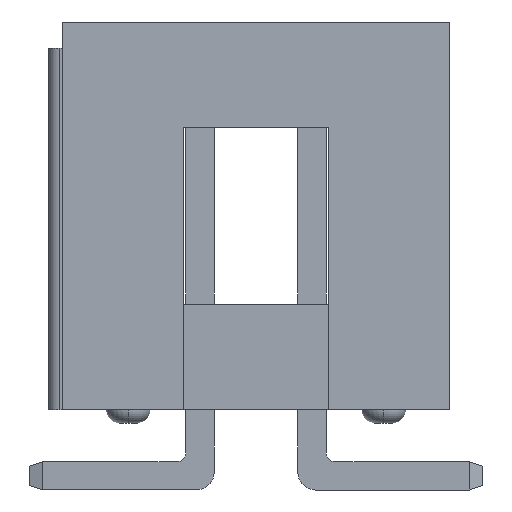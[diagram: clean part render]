
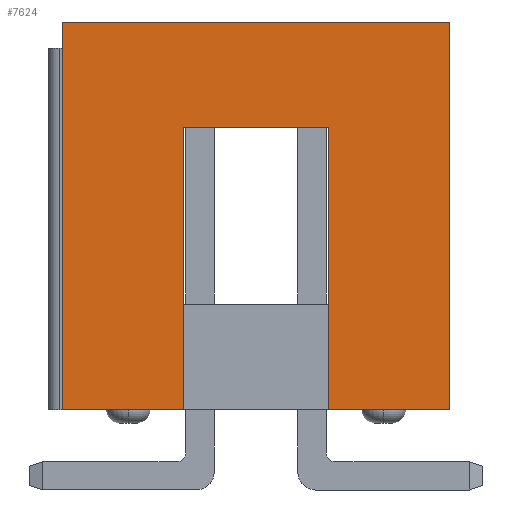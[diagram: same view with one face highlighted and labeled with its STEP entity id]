
A CAD part, left-side view. The second image highlights one B-rep face of the part: STEP entity #7624.
In plain terms, the highlighted planar face has unit normal (-1, 0, 0).
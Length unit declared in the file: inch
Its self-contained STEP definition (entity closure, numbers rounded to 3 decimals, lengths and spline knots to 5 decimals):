
#1208 = LINE ( 'NONE', #10108, #5220 ) ;
#1670 = DIRECTION ( 'NONE',  ( 0., -1., 0. ) ) ;
#1679 = CARTESIAN_POINT ( 'NONE',  ( 14.00199, 3.8477, -0.97047 ) ) ;
#2092 = VECTOR ( 'NONE', #5901, 39.37008 ) ;
#2096 = CARTESIAN_POINT ( 'NONE',  ( 14.00199, 4.08629, -0.62402 ) ) ;
#2212 = EDGE_CURVE ( 'NONE', #4624, #10417, #11462, .T. ) ;
#2520 = LINE ( 'NONE', #20988, #7032 ) ;
#3738 = VECTOR ( 'NONE', #10065, 39.37008 ) ;
#4542 = VECTOR ( 'NONE', #12708, 39.37008 ) ;
#4624 = VERTEX_POINT ( 'NONE', #5459 ) ;
#4758 = EDGE_LOOP ( 'NONE', ( #15447, #7846, #12211, #11374, #14805, #21090, #14070, #14844 ) ) ;
#5220 = VECTOR ( 'NONE', #1670, 39.37008 ) ;
#5328 = DIRECTION ( 'NONE',  ( 0., 1., 0. ) ) ;
#5459 = CARTESIAN_POINT ( 'NONE',  ( 14.00199, 3.97763, -0.97047 ) ) ;
#5743 = DIRECTION ( 'NONE',  ( 0., 0., -1. ) ) ;
#5901 = DIRECTION ( 'NONE',  ( 0., 0., 1. ) ) ;
#6042 = CARTESIAN_POINT ( 'NONE',  ( 14.00199, 3.91306, -0.97047 ) ) ;
#6578 = CARTESIAN_POINT ( 'NONE',  ( 14.00199, 3.97763, -0.7185 ) ) ;
#6624 = CARTESIAN_POINT ( 'NONE',  ( 14.00199, 3.8477, -0.7185 ) ) ;
#6763 = EDGE_CURVE ( 'NONE', #6834, #8754, #7135, .T. ) ;
#6834 = VERTEX_POINT ( 'NONE', #9379 ) ;
#6869 = CARTESIAN_POINT ( 'NONE',  ( 14.00199, 3.73983, -0.97047 ) ) ;
#7032 = VECTOR ( 'NONE', #5743, 39.37008 ) ;
#7135 = LINE ( 'NONE', #14316, #2092 ) ;
#7609 = VERTEX_POINT ( 'NONE', #1679 ) ;
#7624 = ADVANCED_FACE ( 'NONE', ( #9402 ), #11841, .T. ) ;
#7759 = CARTESIAN_POINT ( 'NONE',  ( 14.00199, 3.73944, -0.62402 ) ) ;
#7846 = ORIENTED_EDGE ( 'NONE', *, *, #19339, .F. ) ;
#8579 = DIRECTION ( 'NONE',  ( 0., -1., 0. ) ) ;
#8754 = VERTEX_POINT ( 'NONE', #7759 ) ;
#9289 = VERTEX_POINT ( 'NONE', #11094 ) ;
#9379 = CARTESIAN_POINT ( 'NONE',  ( 14.00199, 3.73944, -0.97047 ) ) ;
#9402 = FACE_OUTER_BOUND ( 'NONE', #4758, .T. ) ;
#9783 = LINE ( 'NONE', #20426, #13756 ) ;
#10065 = DIRECTION ( 'NONE',  ( 0., 0., 1. ) ) ;
#10108 = CARTESIAN_POINT ( 'NONE',  ( 14.00199, 3.73983, -0.7185 ) ) ;
#10417 = VERTEX_POINT ( 'NONE', #6578 ) ;
#10814 = DIRECTION ( 'NONE',  ( 0., 0., 1. ) ) ;
#10943 = EDGE_CURVE ( 'NONE', #10417, #16007, #1208, .T. ) ;
#11094 = CARTESIAN_POINT ( 'NONE',  ( 14.00199, 4.08589, -0.62402 ) ) ;
#11334 = AXIS2_PLACEMENT_3D ( 'NONE', #6869, #18722, #8579 ) ;
#11374 = ORIENTED_EDGE ( 'NONE', *, *, #18093, .T. ) ;
#11462 = LINE ( 'NONE', #20965, #20481 ) ;
#11841 = PLANE ( 'NONE',  #11334 ) ;
#12211 = ORIENTED_EDGE ( 'NONE', *, *, #6763, .T. ) ;
#12330 = EDGE_CURVE ( 'NONE', #4624, #18415, #18048, .T. ) ;
#12708 = DIRECTION ( 'NONE',  ( 0., 1., 0. ) ) ;
#13033 = CARTESIAN_POINT ( 'NONE',  ( 14.00199, 4.08589, -0.97047 ) ) ;
#13756 = VECTOR ( 'NONE', #5328, 39.37008 ) ;
#13920 = DIRECTION ( 'NONE',  ( 0., 1., 0. ) ) ;
#14070 = ORIENTED_EDGE ( 'NONE', *, *, #2212, .T. ) ;
#14316 = CARTESIAN_POINT ( 'NONE',  ( 14.00199, 3.73944, -0.97047 ) ) ;
#14805 = ORIENTED_EDGE ( 'NONE', *, *, #16808, .F. ) ;
#14844 = ORIENTED_EDGE ( 'NONE', *, *, #10943, .T. ) ;
#15447 = ORIENTED_EDGE ( 'NONE', *, *, #15764, .T. ) ;
#15764 = EDGE_CURVE ( 'NONE', #16007, #7609, #2520, .T. ) ;
#16007 = VERTEX_POINT ( 'NONE', #6624 ) ;
#16766 = LINE ( 'NONE', #2096, #20770 ) ;
#16808 = EDGE_CURVE ( 'NONE', #18415, #9289, #21196, .T. ) ;
#18048 = LINE ( 'NONE', #6042, #4542 ) ;
#18093 = EDGE_CURVE ( 'NONE', #8754, #9289, #16766, .T. ) ;
#18415 = VERTEX_POINT ( 'NONE', #13033 ) ;
#18722 = DIRECTION ( 'NONE',  ( -1., 0., 0. ) ) ;
#19339 = EDGE_CURVE ( 'NONE', #6834, #7609, #9783, .T. ) ;
#20426 = CARTESIAN_POINT ( 'NONE',  ( 14.00199, 3.91306, -0.97047 ) ) ;
#20481 = VECTOR ( 'NONE', #10814, 39.37008 ) ;
#20770 = VECTOR ( 'NONE', #13920, 39.37008 ) ;
#20965 = CARTESIAN_POINT ( 'NONE',  ( 14.00199, 3.97763, -0.97047 ) ) ;
#20988 = CARTESIAN_POINT ( 'NONE',  ( 14.00199, 3.8477, -0.97047 ) ) ;
#21090 = ORIENTED_EDGE ( 'NONE', *, *, #12330, .F. ) ;
#21196 = LINE ( 'NONE', #21903, #3738 ) ;
#21903 = CARTESIAN_POINT ( 'NONE',  ( 14.00199, 4.08589, -0.97047 ) ) ;
